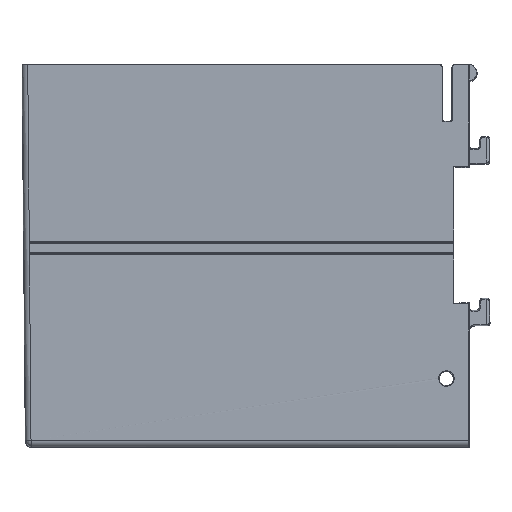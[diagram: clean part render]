
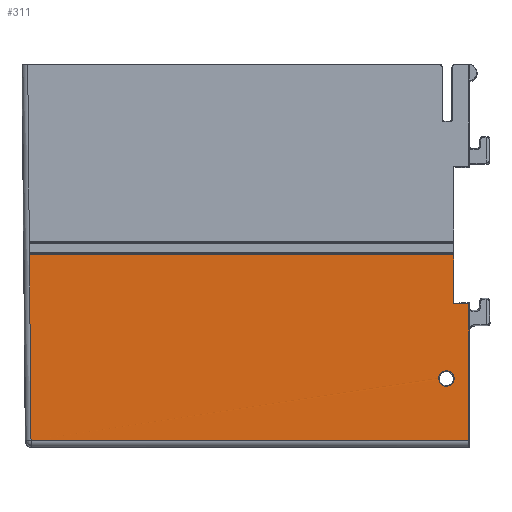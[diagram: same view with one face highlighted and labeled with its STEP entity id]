
A CAD part, top view. The second image highlights one B-rep face of the part: STEP entity #311.
In plain terms, the highlighted planar face has unit normal (0, -0.009, 1).
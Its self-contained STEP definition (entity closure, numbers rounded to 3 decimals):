
#126=FACE_BOUND('',#768,.T.);
#127=FACE_BOUND('',#769,.T.);
#168=PLANE('',#3912);
#311=ADVANCED_FACE('',(#126,#127),#168,.T.);
#768=EDGE_LOOP('',(#1997,#1998,#1999,#2000,#2001,#2002));
#769=EDGE_LOOP('',(#2003));
#1086=LINE('',#5695,#1456);
#1087=LINE('',#5698,#1457);
#1088=LINE('',#5700,#1458);
#1089=LINE('',#5702,#1459);
#1090=LINE('',#5704,#1460);
#1091=LINE('',#5706,#1461);
#1456=VECTOR('',#4563,1.);
#1457=VECTOR('',#4564,1.);
#1458=VECTOR('',#4565,1.);
#1459=VECTOR('',#4566,1.);
#1460=VECTOR('',#4567,1.);
#1461=VECTOR('',#4568,1.);
#1997=ORIENTED_EDGE('',*,*,#3345,.F.);
#1998=ORIENTED_EDGE('',*,*,#3346,.T.);
#1999=ORIENTED_EDGE('',*,*,#3347,.T.);
#2000=ORIENTED_EDGE('',*,*,#3348,.F.);
#2001=ORIENTED_EDGE('',*,*,#3349,.T.);
#2002=ORIENTED_EDGE('',*,*,#3350,.T.);
#2003=ORIENTED_EDGE('',*,*,#3351,.F.);
#2933=VERTEX_POINT('',#5696);
#2934=VERTEX_POINT('',#5697);
#2935=VERTEX_POINT('',#5699);
#2936=VERTEX_POINT('',#5701);
#2937=VERTEX_POINT('',#5703);
#2938=VERTEX_POINT('',#5705);
#2939=VERTEX_POINT('',#5708);
#3345=EDGE_CURVE('',#2933,#2934,#1086,.T.);
#3346=EDGE_CURVE('',#2933,#2935,#1087,.T.);
#3347=EDGE_CURVE('',#2935,#2936,#1088,.T.);
#3348=EDGE_CURVE('',#2937,#2936,#1089,.T.);
#3349=EDGE_CURVE('',#2937,#2938,#1090,.T.);
#3350=EDGE_CURVE('',#2938,#2934,#1091,.T.);
#3351=EDGE_CURVE('',#2939,#2939,#3703,.T.);
#3703=ELLIPSE('',#3911,1.35,1.35);
#3911=AXIS2_PLACEMENT_3D('',#5707,#4569,#4570);
#3912=AXIS2_PLACEMENT_3D('',#5709,#4571,#4572);
#4563=DIRECTION('',(1.,0.,0.));
#4564=DIRECTION('',(0.,1.,0.009));
#4565=DIRECTION('',(-1.,0.,0.));
#4566=DIRECTION('',(-0.009,1.,0.009));
#4567=DIRECTION('',(1.,0.,0.));
#4568=DIRECTION('',(0.,1.,0.009));
#4569=DIRECTION('',(0.,-0.009,1.));
#4570=DIRECTION('',(0.,-1.,-0.009));
#4571=DIRECTION('',(0.,-0.009,1.));
#4572=DIRECTION('',(0.,-1.,-0.009));
#5695=CARTESIAN_POINT('',(39.921,25.,14.887));
#5696=CARTESIAN_POINT('',(36.3,25.,14.887));
#5697=CARTESIAN_POINT('',(38.933,25.,14.887));
#5698=CARTESIAN_POINT('',(36.3,37.9,15.));
#5699=CARTESIAN_POINT('',(36.3,33.542,14.962));
#5700=CARTESIAN_POINT('',(-37.712,33.542,14.962));
#5701=CARTESIAN_POINT('',(-37.71,33.542,14.962));
#5702=CARTESIAN_POINT('',(-37.998,66.545,15.25));
#5703=CARTESIAN_POINT('',(-37.427,1.19,14.68));
#5704=CARTESIAN_POINT('',(39.921,1.19,14.68));
#5705=CARTESIAN_POINT('',(38.933,1.19,14.68));
#5706=CARTESIAN_POINT('',(38.933,37.9,15.));
#5707=CARTESIAN_POINT('',(35.,12.,14.774));
#5708=CARTESIAN_POINT('',(35.,10.65,14.762));
#5709=CARTESIAN_POINT('',(39.921,37.9,15.));
